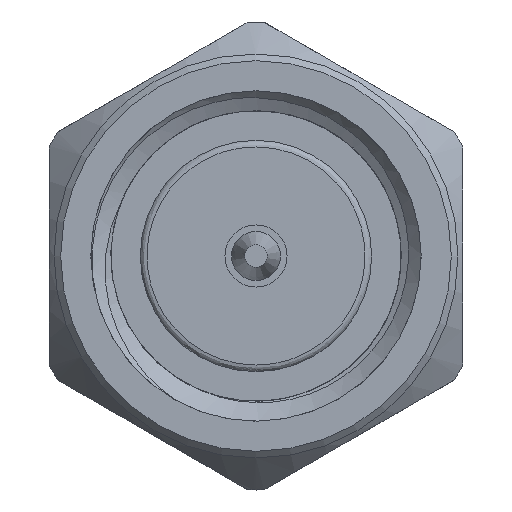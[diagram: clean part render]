
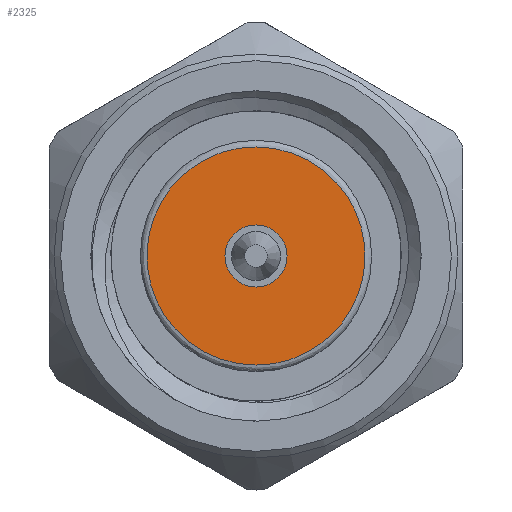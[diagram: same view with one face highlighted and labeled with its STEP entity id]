
A CAD part, left-side view. The second image highlights one B-rep face of the part: STEP entity #2325.
In plain terms, the highlighted planar face has unit normal (-1, 0, 0).
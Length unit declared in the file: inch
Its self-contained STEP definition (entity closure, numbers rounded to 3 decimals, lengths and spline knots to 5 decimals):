
#20 = CARTESIAN_POINT ( 'NONE',  ( 0.11, 0., -0.0825 ) ) ;
#221 = DIRECTION ( 'NONE',  ( -1., 0., 0. ) ) ;
#332 = CARTESIAN_POINT ( 'NONE',  ( 0.11, 0., 0.0825 ) ) ;
#352 = EDGE_LOOP ( 'NONE', ( #2309 ) ) ;
#598 = CARTESIAN_POINT ( 'NONE',  ( 0.11, 0., 0.0825 ) ) ;
#685 = EDGE_CURVE ( 'NONE', #1227, #3386, #3910, .T. ) ;
#777 = EDGE_CURVE ( 'NONE', #3386, #1227, #2859, .T. ) ;
#948 = AXIS2_PLACEMENT_3D ( 'NONE', #1044, #221, #1069 ) ;
#1041 = CARTESIAN_POINT ( 'NONE',  ( 0.11, 0.165, -0.0825 ) ) ;
#1044 = CARTESIAN_POINT ( 'NONE',  ( 0.11, 0., 0. ) ) ;
#1069 = DIRECTION ( 'NONE',  ( 0., 0., -1. ) ) ;
#1173 = EDGE_LOOP ( 'NONE', ( #3302, #4395 ) ) ;
#1214 = VERTEX_POINT ( 'NONE', #5216 ) ;
#1221 = DIRECTION ( 'NONE',  ( 1., 0., 0. ) ) ;
#1227 = VERTEX_POINT ( 'NONE', #598 ) ;
#1942 = CARTESIAN_POINT ( 'NONE',  ( 0.11, -0.165, 0.0825 ) ) ;
#1983 = FACE_OUTER_BOUND ( 'NONE', #1173, .T. ) ;
#2227 = CARTESIAN_POINT ( 'NONE',  ( 0.11, 0., 0.0825 ) ) ;
#2309 = ORIENTED_EDGE ( 'NONE', *, *, #4185, .F. ) ;
#2325 = ADVANCED_FACE ( 'NONE', ( #5196, #1983 ), #2858, .F. ) ;
#2630 = CARTESIAN_POINT ( 'NONE',  ( 0.11, 0., -0.0825 ) ) ;
#2858 = PLANE ( 'NONE',  #3547 ) ;
#2859 =( BOUNDED_CURVE ( )  B_SPLINE_CURVE ( 3, ( #2630, #1041, #4166, #2227 ),
 .UNSPECIFIED., .F., .T. ) 
 B_SPLINE_CURVE_WITH_KNOTS ( ( 4, 4 ),
 ( 0., 1. ),
 .UNSPECIFIED. ) 
 CURVE ( )  GEOMETRIC_REPRESENTATION_ITEM ( )  RATIONAL_B_SPLINE_CURVE ( ( 1., 0.333, 0.333, 1. ) ) 
 REPRESENTATION_ITEM ( '' )  );
#3302 = ORIENTED_EDGE ( 'NONE', *, *, #777, .F. ) ;
#3386 = VERTEX_POINT ( 'NONE', #4113 ) ;
#3547 = AXIS2_PLACEMENT_3D ( 'NONE', #4851, #1221, #3602 ) ;
#3602 = DIRECTION ( 'NONE',  ( 0., 0., -1. ) ) ;
#3631 = CARTESIAN_POINT ( 'NONE',  ( 0.11, -0.165, -0.0825 ) ) ;
#3910 =( BOUNDED_CURVE ( )  B_SPLINE_CURVE ( 3, ( #332, #1942, #3631, #20 ),
 .UNSPECIFIED., .F., .T. ) 
 B_SPLINE_CURVE_WITH_KNOTS ( ( 4, 4 ),
 ( 0., 1. ),
 .UNSPECIFIED. ) 
 CURVE ( )  GEOMETRIC_REPRESENTATION_ITEM ( )  RATIONAL_B_SPLINE_CURVE ( ( 1., 0.333, 0.333, 1. ) ) 
 REPRESENTATION_ITEM ( '' )  );
#4113 = CARTESIAN_POINT ( 'NONE',  ( 0.11, 0., -0.0825 ) ) ;
#4151 = CIRCLE ( 'NONE', #948, 0.0235 ) ;
#4166 = CARTESIAN_POINT ( 'NONE',  ( 0.11, 0.165, 0.0825 ) ) ;
#4185 = EDGE_CURVE ( 'NONE', #1214, #1214, #4151, .T. ) ;
#4395 = ORIENTED_EDGE ( 'NONE', *, *, #685, .F. ) ;
#4851 = CARTESIAN_POINT ( 'NONE',  ( 0.11, 0., 0. ) ) ;
#5196 = FACE_BOUND ( 'NONE', #352, .T. ) ;
#5216 = CARTESIAN_POINT ( 'NONE',  ( 0.11, 0., -0.0235 ) ) ;
